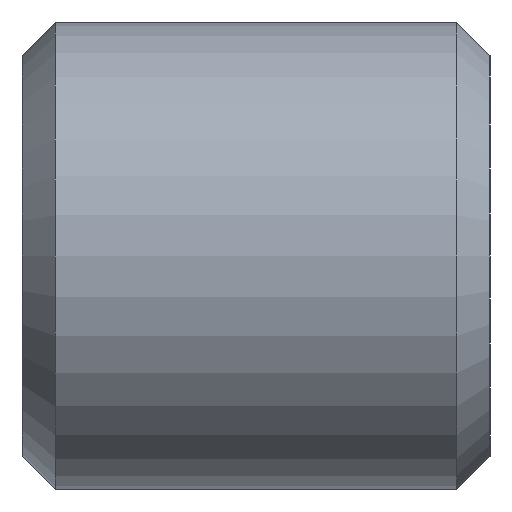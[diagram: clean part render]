
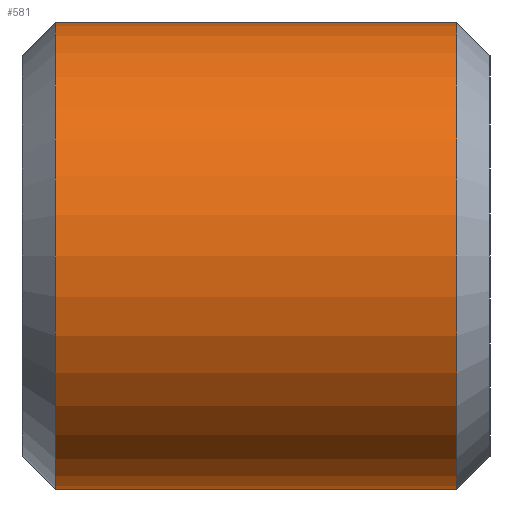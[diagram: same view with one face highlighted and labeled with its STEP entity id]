
A CAD part, left-side view. The second image highlights one B-rep face of the part: STEP entity #581.
In plain terms, the highlighted cylindrical face has radius 3.5 mm (diameter 7 mm), a partial arc.
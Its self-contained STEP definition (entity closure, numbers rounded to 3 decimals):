
#11 = EDGE_CURVE ( 'NONE', #440, #432, #2726, .T. ) ;
#229 = FACE_OUTER_BOUND ( 'NONE', #477, .T. ) ;
#274 = CYLINDRICAL_SURFACE ( 'NONE', #2655, 3.5 ) ;
#340 = CIRCLE ( 'NONE', #2634, 3.5 ) ;
#381 = VERTEX_POINT ( 'NONE', #2066 ) ;
#393 = VERTEX_POINT ( 'NONE', #2052 ) ;
#432 = VERTEX_POINT ( 'NONE', #2091 ) ;
#440 = VERTEX_POINT ( 'NONE', #2120 ) ;
#477 = EDGE_LOOP ( 'NONE', ( #838, #652, #826, #820 ) ) ;
#530 = EDGE_CURVE ( 'NONE', #393, #381, #2694, .T. ) ;
#541 = EDGE_CURVE ( 'NONE', #393, #440, #2724, .T. ) ;
#581 = ADVANCED_FACE ( 'NONE', ( #229 ), #274, .T. ) ;
#652 = ORIENTED_EDGE ( 'NONE', *, *, #541, .T. ) ;
#820 = ORIENTED_EDGE ( 'NONE', *, *, #942, .T. ) ;
#826 = ORIENTED_EDGE ( 'NONE', *, *, #11, .T. ) ;
#838 = ORIENTED_EDGE ( 'NONE', *, *, #530, .F. ) ;
#843 = AXIS2_PLACEMENT_3D ( 'NONE', #2181, #2177, #2164 ) ;
#942 = EDGE_CURVE ( 'NONE', #432, #381, #340, .T. ) ;
#1305 = DIRECTION ( 'NONE',  ( 0., 0., 1. ) ) ;
#1317 = DIRECTION ( 'NONE',  ( 0., -1., 0. ) ) ;
#1319 = CARTESIAN_POINT ( 'NONE',  ( -8.75, -0.5, 0. ) ) ;
#1609 = DIRECTION ( 'NONE',  ( 0., 1., 0. ) ) ;
#1621 = CARTESIAN_POINT ( 'NONE',  ( -8.75, -7., 0. ) ) ;
#1646 = DIRECTION ( 'NONE',  ( 0., 0., 1. ) ) ;
#2052 = CARTESIAN_POINT ( 'NONE',  ( -8.75, -6.5, -3.5 ) ) ;
#2063 = CARTESIAN_POINT ( 'NONE',  ( -8.75, -7., 3.5 ) ) ;
#2066 = CARTESIAN_POINT ( 'NONE',  ( -8.75, -0.5, -3.5 ) ) ;
#2075 = DIRECTION ( 'NONE',  ( 0., 1., 0. ) ) ;
#2091 = CARTESIAN_POINT ( 'NONE',  ( -8.75, -0.5, 3.5 ) ) ;
#2118 = DIRECTION ( 'NONE',  ( 0., 1., 0. ) ) ;
#2120 = CARTESIAN_POINT ( 'NONE',  ( -8.75, -6.5, 3.5 ) ) ;
#2125 = CARTESIAN_POINT ( 'NONE',  ( -8.75, -7., -3.5 ) ) ;
#2164 = DIRECTION ( 'NONE',  ( 0., 0., 1. ) ) ;
#2177 = DIRECTION ( 'NONE',  ( 0., 1., 0. ) ) ;
#2181 = CARTESIAN_POINT ( 'NONE',  ( -8.75, -6.5, 0. ) ) ;
#2634 = AXIS2_PLACEMENT_3D ( 'NONE', #1319, #1317, #1305 ) ;
#2655 = AXIS2_PLACEMENT_3D ( 'NONE', #1621, #1609, #1646 ) ;
#2688 = VECTOR ( 'NONE', #2118, 1000. ) ;
#2690 = VECTOR ( 'NONE', #2075, 1000. ) ;
#2694 = LINE ( 'NONE', #2125, #2688 ) ;
#2724 = CIRCLE ( 'NONE', #843, 3.5 ) ;
#2726 = LINE ( 'NONE', #2063, #2690 ) ;
